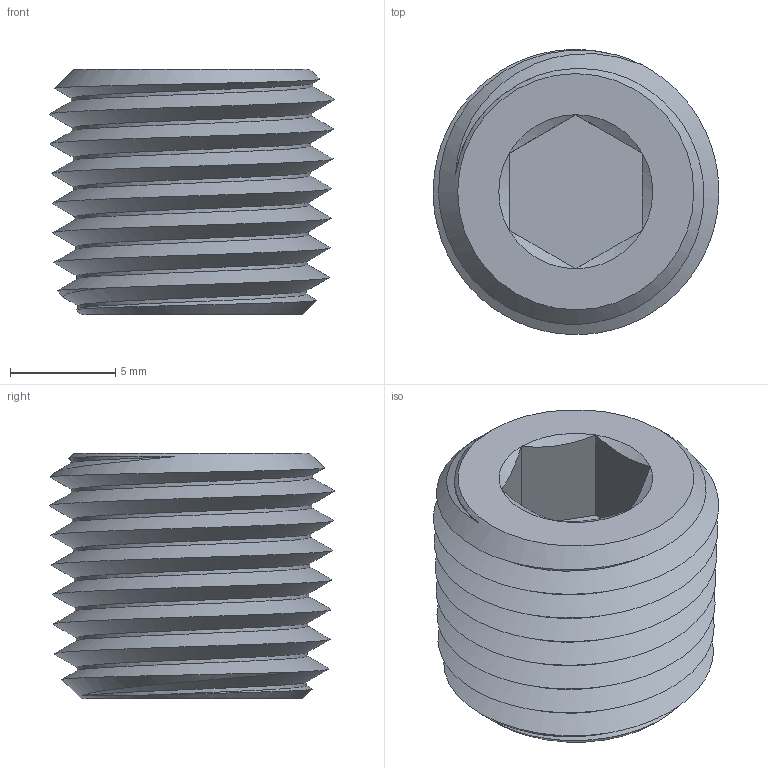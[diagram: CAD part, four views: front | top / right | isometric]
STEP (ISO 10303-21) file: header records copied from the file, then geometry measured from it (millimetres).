
FILE_DESCRIPTION(/* description */ ('STEP AP203'),/* implementation_level */ '2;1');
FILE_NAME(/* name */ '1,,4 NPT Plug.step',/* time_stamp */ '2025-11-18T11:03:01-05:00',/* author */ (''),/* organization */ (''),/* preprocessor_version */ 'ST-DEVELOPER v20.1',/* originating_system */ 'Autodesk Translation Framework v14.21.0.0',/* authorisation */ '');
FILE_SCHEMA (('AUTOMOTIVE_DESIGN { 1 0 10303 214 3 1 1 }'));
Length unit declared in the file: inch
Products named in the file (1): 50785K213_High-Pressure Brass Pipe Fitting
Bounding box: 13.59 x 13.57 x 11.68 mm (x, y, z)
Volume: 1175.6 mm3; surface area: 1095.2 mm2
Topology: 1 solids, 1 shells, 20 faces, 41 edges, 24 vertices
Faces by surface type: plane 9, cone 8, bspline 3
Entity records: 3482 total; most frequent: CARTESIAN_POINT 3066, ORIENTED_EDGE 82, DIRECTION 66, EDGE_CURVE 41, AXIS2_PLACEMENT_3D 26, VERTEX_POINT 24, EDGE_LOOP 21, FACE_OUTER_BOUND 20
